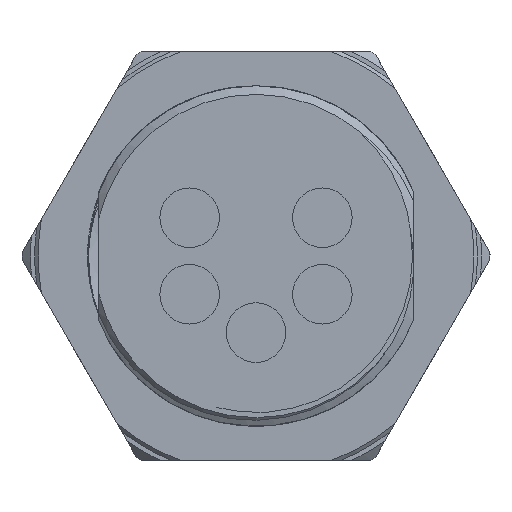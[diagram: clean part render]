
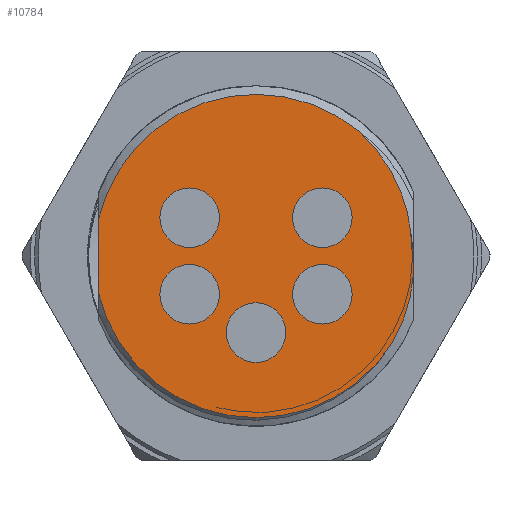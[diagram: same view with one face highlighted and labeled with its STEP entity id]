
A CAD part, left-side view. The second image highlights one B-rep face of the part: STEP entity #10784.
In plain terms, the highlighted planar face has unit normal (-1, 0, 0).
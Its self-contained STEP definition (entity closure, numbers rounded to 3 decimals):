
#3738=CARTESIAN_POINT('',(-19.5,-8.019,
-5.093));
#3739=CARTESIAN_POINT('',(-19.5,-8.256,
-4.683));
#3740=CARTESIAN_POINT('',(-19.5,-8.661,
-3.838));
#3741=CARTESIAN_POINT('',(-19.5,-9.076,
-2.487));
#3742=CARTESIAN_POINT('',(-19.5,-9.215,
-1.566));
#3743=CARTESIAN_POINT('',(-19.5,-9.25,
-1.097));
#3745=CARTESIAN_POINT('',(-19.5,-9.25,
0.27));
#3746=CARTESIAN_POINT('',(-19.5,-9.24,
0.404));
#3747=CARTESIAN_POINT('',(-19.5,-9.215,
0.67));
#3748=CARTESIAN_POINT('',(-19.5,-9.159,
1.068));
#3749=CARTESIAN_POINT('',(-19.5,-9.11,
1.331));
#3750=CARTESIAN_POINT('',(-19.5,-9.083,
1.463));
#3871=CARTESIAN_POINT('',(-19.5,-6.015,
7.353));
#3872=CARTESIAN_POINT('',(-19.5,-6.496,
6.924));
#3873=CARTESIAN_POINT('',(-19.5,-7.314,
6.006));
#3874=CARTESIAN_POINT('',(-19.5,-8.124,
4.726));
#3875=CARTESIAN_POINT('',(-19.5,-8.799,
3.1));
#3876=CARTESIAN_POINT('',(-19.5,-9.018,
2.021));
#3877=CARTESIAN_POINT('',(-19.5,-9.083,
1.463));
#3879=CARTESIAN_POINT('',(-19.5,0.,0.));
#3880=DIRECTION('',(1.,0.,0.));
#3881=DIRECTION('',(0.,-0.844,-0.536));
#3882=AXIS2_PLACEMENT_3D('',#3879,#3880,#3881);
#3884=DIRECTION('',(0.,0.,1.));
#3885=VECTOR('',#3884,4.33);
#3886=CARTESIAN_POINT('',(-19.5,9.25,-2.165));
#3887=LINE('',#3886,#3885);
#3888=CARTESIAN_POINT('',(-19.5,0.,0.));
#3889=DIRECTION('',(1.,0.,0.));
#3890=DIRECTION('',(0.,0.974,0.228));
#3891=AXIS2_PLACEMENT_3D('',#3888,#3889,#3890);
#3893=CARTESIAN_POINT('',(-19.5,3.9,-2.25));
#3894=DIRECTION('',(-1.,0.,0.));
#3895=DIRECTION('',(0.,1.,0.));
#3896=AXIS2_PLACEMENT_3D('',#3893,#3894,#3895);
#3898=CARTESIAN_POINT('',(-19.5,3.9,-2.25));
#3899=DIRECTION('',(-1.,0.,0.));
#3900=DIRECTION('',(0.,-1.,0.));
#3901=AXIS2_PLACEMENT_3D('',#3898,#3899,#3900);
#3903=CARTESIAN_POINT('',(-19.5,3.9,2.25));
#3904=DIRECTION('',(-1.,0.,0.));
#3905=DIRECTION('',(0.,1.,0.));
#3906=AXIS2_PLACEMENT_3D('',#3903,#3904,#3905);
#3908=CARTESIAN_POINT('',(-19.5,3.9,2.25));
#3909=DIRECTION('',(-1.,0.,0.));
#3910=DIRECTION('',(0.,-1.,0.));
#3911=AXIS2_PLACEMENT_3D('',#3908,#3909,#3910);
#3913=CARTESIAN_POINT('',(-19.5,0.,-4.5));
#3914=DIRECTION('',(-1.,0.,0.));
#3915=DIRECTION('',(0.,1.,0.));
#3916=AXIS2_PLACEMENT_3D('',#3913,#3914,#3915);
#3918=CARTESIAN_POINT('',(-19.5,0.,-4.5));
#3919=DIRECTION('',(-1.,0.,0.));
#3920=DIRECTION('',(0.,-1.,0.));
#3921=AXIS2_PLACEMENT_3D('',#3918,#3919,#3920);
#3923=CARTESIAN_POINT('',(-19.5,-3.9,-2.25));
#3924=DIRECTION('',(-1.,0.,0.));
#3925=DIRECTION('',(0.,1.,0.));
#3926=AXIS2_PLACEMENT_3D('',#3923,#3924,#3925);
#3928=CARTESIAN_POINT('',(-19.5,-3.9,-2.25));
#3929=DIRECTION('',(-1.,0.,0.));
#3930=DIRECTION('',(0.,-1.,0.));
#3931=AXIS2_PLACEMENT_3D('',#3928,#3929,#3930);
#3933=CARTESIAN_POINT('',(-19.5,-3.9,2.25));
#3934=DIRECTION('',(-1.,0.,0.));
#3935=DIRECTION('',(0.,1.,0.));
#3936=AXIS2_PLACEMENT_3D('',#3933,#3934,#3935);
#3938=CARTESIAN_POINT('',(-19.5,-3.9,2.25));
#3939=DIRECTION('',(-1.,0.,0.));
#3940=DIRECTION('',(0.,-1.,0.));
#3941=AXIS2_PLACEMENT_3D('',#3938,#3939,#3940);
#3950=DIRECTION('',(0.,0.,1.));
#3951=VECTOR('',#3950,1.367);
#3952=CARTESIAN_POINT('',(-19.5,-9.25,
-1.097));
#3953=LINE('',#3952,#3951);
#4429=VERTEX_POINT('',#3871);
#4430=VERTEX_POINT('',#3877);
#4431=VERTEX_POINT('',#3745);
#4432=CARTESIAN_POINT('',(-19.5,-9.25,
-1.097));
#4433=VERTEX_POINT('',#4432);
#4434=VERTEX_POINT('',#3738);
#4435=CARTESIAN_POINT('',(-19.5,9.25,-2.165));
#4436=CARTESIAN_POINT('',(-19.5,9.25,2.165));
#4437=VERTEX_POINT('',#4435);
#4438=VERTEX_POINT('',#4436);
#5067=CARTESIAN_POINT('',(-19.5,5.65,-2.25));
#5068=CARTESIAN_POINT('',(-19.5,2.15,-2.25));
#5069=VERTEX_POINT('',#5067);
#5070=VERTEX_POINT('',#5068);
#5071=CARTESIAN_POINT('',(-19.5,5.65,2.25));
#5072=CARTESIAN_POINT('',(-19.5,2.15,2.25));
#5073=VERTEX_POINT('',#5071);
#5074=VERTEX_POINT('',#5072);
#5075=CARTESIAN_POINT('',(-19.5,1.75,-4.5));
#5076=CARTESIAN_POINT('',(-19.5,-1.75,-4.5));
#5077=VERTEX_POINT('',#5075);
#5078=VERTEX_POINT('',#5076);
#5079=CARTESIAN_POINT('',(-19.5,-2.15,-2.25));
#5080=CARTESIAN_POINT('',(-19.5,-5.65,-2.25));
#5081=VERTEX_POINT('',#5079);
#5082=VERTEX_POINT('',#5080);
#5083=CARTESIAN_POINT('',(-19.5,-2.15,2.25));
#5084=CARTESIAN_POINT('',(-19.5,-5.65,2.25));
#5085=VERTEX_POINT('',#5083);
#5086=VERTEX_POINT('',#5084);
#10736=CARTESIAN_POINT('',(-19.5,0.,0.));
#10737=DIRECTION('',(1.,0.,0.));
#10738=DIRECTION('',(0.,0.,1.));
#10739=AXIS2_PLACEMENT_3D('',#10736,#10737,#10738);
#10740=PLANE('',#10739);
#10741=ORIENTED_EDGE('',*,*,#9656,.T.);
#10742=ORIENTED_EDGE('',*,*,#10703,.F.);
#10744=ORIENTED_EDGE('',*,*,#10743,.F.);
#10745=ORIENTED_EDGE('',*,*,#10699,.F.);
#10747=ORIENTED_EDGE('',*,*,#10746,.T.);
#10749=ORIENTED_EDGE('',*,*,#10748,.T.);
#10751=ORIENTED_EDGE('',*,*,#10750,.T.);
#10752=EDGE_LOOP('',(#10741,#10742,#10744,#10745,#10747,#10749,#10751));
#10753=FACE_OUTER_BOUND('',#10752,.F.);
#10755=ORIENTED_EDGE('',*,*,#10754,.T.);
#10757=ORIENTED_EDGE('',*,*,#10756,.T.);
#10758=EDGE_LOOP('',(#10755,#10757));
#10759=FACE_BOUND('',#10758,.F.);
#10761=ORIENTED_EDGE('',*,*,#10760,.T.);
#10763=ORIENTED_EDGE('',*,*,#10762,.T.);
#10764=EDGE_LOOP('',(#10761,#10763));
#10765=FACE_BOUND('',#10764,.F.);
#10767=ORIENTED_EDGE('',*,*,#10766,.T.);
#10769=ORIENTED_EDGE('',*,*,#10768,.T.);
#10770=EDGE_LOOP('',(#10767,#10769));
#10771=FACE_BOUND('',#10770,.F.);
#10773=ORIENTED_EDGE('',*,*,#10772,.T.);
#10775=ORIENTED_EDGE('',*,*,#10774,.T.);
#10776=EDGE_LOOP('',(#10773,#10775));
#10777=FACE_BOUND('',#10776,.F.);
#10779=ORIENTED_EDGE('',*,*,#10778,.T.);
#10781=ORIENTED_EDGE('',*,*,#10780,.T.);
#10782=EDGE_LOOP('',(#10779,#10781));
#10783=FACE_BOUND('',#10782,.F.);
#10784=ADVANCED_FACE('',(#10753,#10759,#10765,#10771,#10777,#10783),#10740,.F.);
#3744=B_SPLINE_CURVE_WITH_KNOTS('',3,(#3738,#3739,#3740,#3741,#3742,#3743),
.UNSPECIFIED.,.F.,.F.,(4,1,1,4),(0.,0.333,0.667,1.),
.UNSPECIFIED.);
#3751=B_SPLINE_CURVE_WITH_KNOTS('',3,(#3745,#3746,#3747,#3748,#3749,#3750),
.UNSPECIFIED.,.F.,.F.,(4,1,1,4),(0.,0.333,0.667,1.),
.UNSPECIFIED.);
#3878=B_SPLINE_CURVE_WITH_KNOTS('',3,(#3871,#3872,#3873,#3874,#3875,#3876,
#3877),.UNSPECIFIED.,.F.,.F.,(4,1,1,1,4),(0.,0.25,0.5,0.75,1.),
.UNSPECIFIED.);
#3883=CIRCLE('',#3882,9.5);
#3892=CIRCLE('',#3891,9.5);
#3897=CIRCLE('',#3896,1.75);
#3902=CIRCLE('',#3901,1.75);
#3907=CIRCLE('',#3906,1.75);
#3912=CIRCLE('',#3911,1.75);
#3917=CIRCLE('',#3916,1.75);
#3922=CIRCLE('',#3921,1.75);
#3927=CIRCLE('',#3926,1.75);
#3932=CIRCLE('',#3931,1.75);
#3937=CIRCLE('',#3936,1.75);
#3942=CIRCLE('',#3941,1.75);
#9656=EDGE_CURVE('',#4429,#4430,#3878,.T.);
#10699=EDGE_CURVE('',#4434,#4433,#3744,.T.);
#10703=EDGE_CURVE('',#4431,#4430,#3751,.T.);
#10743=EDGE_CURVE('',#4433,#4431,#3953,.T.);
#10746=EDGE_CURVE('',#4434,#4437,#3883,.T.);
#10748=EDGE_CURVE('',#4437,#4438,#3887,.T.);
#10750=EDGE_CURVE('',#4438,#4429,#3892,.T.);
#10754=EDGE_CURVE('',#5069,#5070,#3897,.T.);
#10756=EDGE_CURVE('',#5070,#5069,#3902,.T.);
#10760=EDGE_CURVE('',#5073,#5074,#3907,.T.);
#10762=EDGE_CURVE('',#5074,#5073,#3912,.T.);
#10766=EDGE_CURVE('',#5077,#5078,#3917,.T.);
#10768=EDGE_CURVE('',#5078,#5077,#3922,.T.);
#10772=EDGE_CURVE('',#5081,#5082,#3927,.T.);
#10774=EDGE_CURVE('',#5082,#5081,#3932,.T.);
#10778=EDGE_CURVE('',#5085,#5086,#3937,.T.);
#10780=EDGE_CURVE('',#5086,#5085,#3942,.T.);
